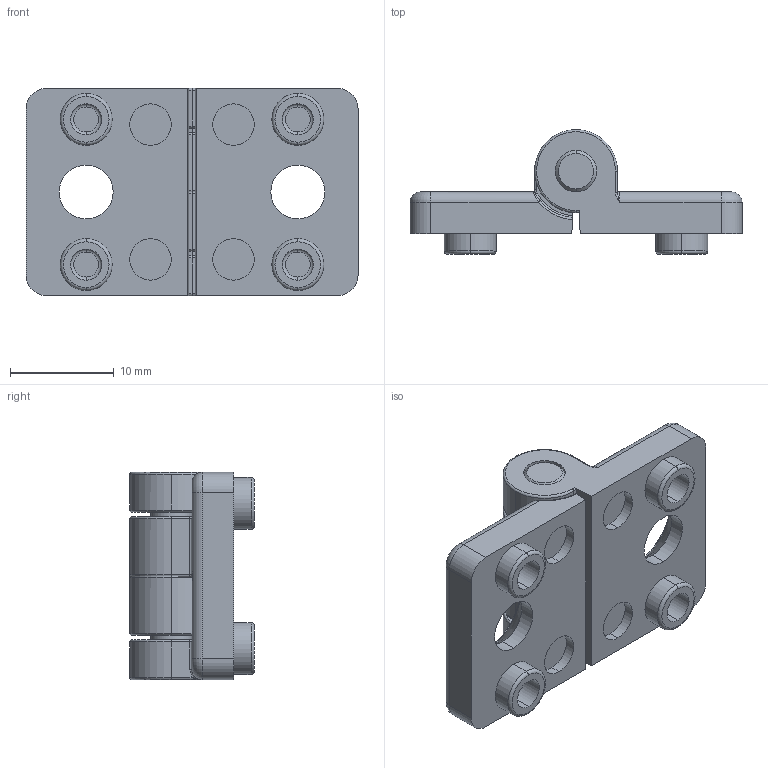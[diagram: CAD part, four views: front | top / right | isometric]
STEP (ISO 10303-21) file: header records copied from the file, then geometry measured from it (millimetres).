
FILE_DESCRIPTION (( 'STEP AP214' ), '1' );
FILE_NAME ('095022f05.STEP', '2014-08-14T06:22:19', ( '' ), ( '' ), 'SwSTEP 2.0', 'SolidWorks 2014', '' );
FILE_SCHEMA (( 'AUTOMOTIVE_DESIGN' ));
Length unit declared in the file: millimetre
Products named in the file (3): 095022-01_095 022.01; 095022r_095 022 f05 r; 095022f05
Assembly tree (3 placements, depth 2):
  095022f05
    095022r_095 022 f05 r  x2
    095022-01_095 022.01
Bounding box: 32 x 12 x 20 mm (x, y, z)
Volume: 2934.2 mm3; surface area: 3151.2 mm2
Topology: 3 solids, 3 shells, 263 faces, 625 edges, 376 vertices
Faces by surface type: cylinder 98, plane 80, torus 46, cone 29, bspline 10
Entity records: 5226 total; most frequent: CARTESIAN_POINT 1294, ORIENTED_EDGE 808, DIRECTION 803, EDGE_CURVE 404, AXIS2_PLACEMENT_3D 335, VERTEX_POINT 242, EDGE_LOOP 182, FACE_OUTER_BOUND 171
